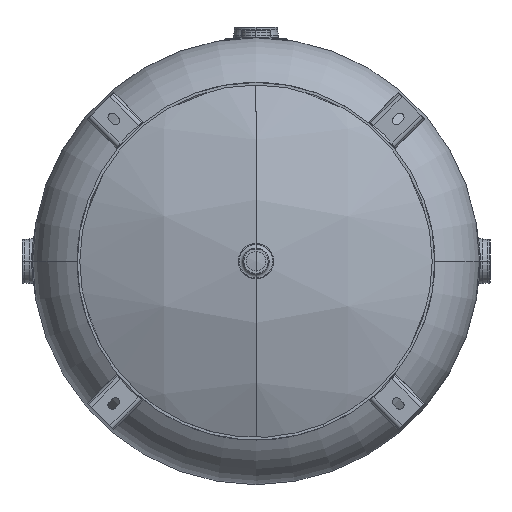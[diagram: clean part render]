
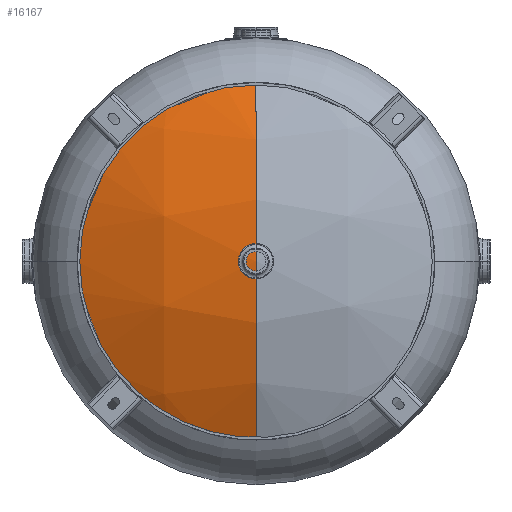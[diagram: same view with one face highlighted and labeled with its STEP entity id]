
A CAD part, left-side view. The second image highlights one B-rep face of the part: STEP entity #16167.
In plain terms, the highlighted spherical face has radius 685.8 mm.
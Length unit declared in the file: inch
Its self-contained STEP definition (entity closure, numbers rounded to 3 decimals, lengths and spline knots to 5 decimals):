
#241 = EDGE_CURVE ( 'NONE', #5991, #6498, #15774, .T. ) ;
#251 = EDGE_CURVE ( 'NONE', #681, #7847, #7245, .T. ) ;
#681 = VERTEX_POINT ( 'NONE', #13541 ) ;
#1151 = CARTESIAN_POINT ( 'NONE',  ( 0., -17.48146, 0. ) ) ;
#1424 = EDGE_CURVE ( 'NONE', #5991, #7847, #13679, .T. ) ;
#1520 = AXIS2_PLACEMENT_3D ( 'NONE', #4842, #16887, #11035 ) ;
#2102 = CARTESIAN_POINT ( 'NONE',  ( -12., 6.70532, 0. ) ) ;
#2448 = DIRECTION ( 'NONE',  ( 0., 0., 1. ) ) ;
#2655 = AXIS2_PLACEMENT_3D ( 'NONE', #14990, #13391, #9038 ) ;
#2828 = DIRECTION ( 'NONE',  ( -1., 0., 0. ) ) ;
#3346 = CARTESIAN_POINT ( 'NONE',  ( 0., 9.51854, 0. ) ) ;
#4842 = CARTESIAN_POINT ( 'NONE',  ( 0., 6.70532, 0. ) ) ;
#5989 = DIRECTION ( 'NONE',  ( 0., 0., -1. ) ) ;
#5991 = VERTEX_POINT ( 'NONE', #3346 ) ;
#6009 = ORIENTED_EDGE ( 'NONE', *, *, #1424, .T. ) ;
#6185 = CARTESIAN_POINT ( 'NONE',  ( 0., 6.70532, 0. ) ) ;
#6498 = VERTEX_POINT ( 'NONE', #9174 ) ;
#7245 = CIRCLE ( 'NONE', #9756, 12. ) ;
#7272 = CARTESIAN_POINT ( 'NONE',  ( 0., -17.48146, 0. ) ) ;
#7847 = VERTEX_POINT ( 'NONE', #2102 ) ;
#8555 = EDGE_CURVE ( 'NONE', #6498, #681, #18249, .T. ) ;
#8657 = SPHERICAL_SURFACE ( 'NONE', #9494, 27. ) ;
#9038 = DIRECTION ( 'NONE',  ( 1., 0., 0. ) ) ;
#9174 = CARTESIAN_POINT ( 'NONE',  ( 12., 6.70532, 0. ) ) ;
#9229 = DIRECTION ( 'NONE',  ( 0., -1., 0. ) ) ;
#9494 = AXIS2_PLACEMENT_3D ( 'NONE', #1151, #2448, #11713 ) ;
#9756 = AXIS2_PLACEMENT_3D ( 'NONE', #6185, #9229, #5989 ) ;
#10082 = ORIENTED_EDGE ( 'NONE', *, *, #8555, .F. ) ;
#11035 = DIRECTION ( 'NONE',  ( 0., 0., -1. ) ) ;
#11713 = DIRECTION ( 'NONE',  ( 1., 0., 0. ) ) ;
#12180 = ORIENTED_EDGE ( 'NONE', *, *, #241, .F. ) ;
#12907 = FACE_OUTER_BOUND ( 'NONE', #13355, .T. ) ;
#13355 = EDGE_LOOP ( 'NONE', ( #12180, #6009, #19162, #10082 ) ) ;
#13391 = DIRECTION ( 'NONE',  ( 0., 0., 1. ) ) ;
#13541 = CARTESIAN_POINT ( 'NONE',  ( 0., 6.70532, 12. ) ) ;
#13679 = CIRCLE ( 'NONE', #2655, 27. ) ;
#14985 = DIRECTION ( 'NONE',  ( 0., 0., -1. ) ) ;
#14990 = CARTESIAN_POINT ( 'NONE',  ( 0., -17.48146, 0. ) ) ;
#15774 = CIRCLE ( 'NONE', #19247, 27. ) ;
#16167 = ADVANCED_FACE ( 'NONE', ( #12907 ), #8657, .T. ) ;
#16887 = DIRECTION ( 'NONE',  ( 0., -1., 0. ) ) ;
#18249 = CIRCLE ( 'NONE', #1520, 12. ) ;
#19162 = ORIENTED_EDGE ( 'NONE', *, *, #251, .F. ) ;
#19247 = AXIS2_PLACEMENT_3D ( 'NONE', #7272, #14985, #2828 ) ;
